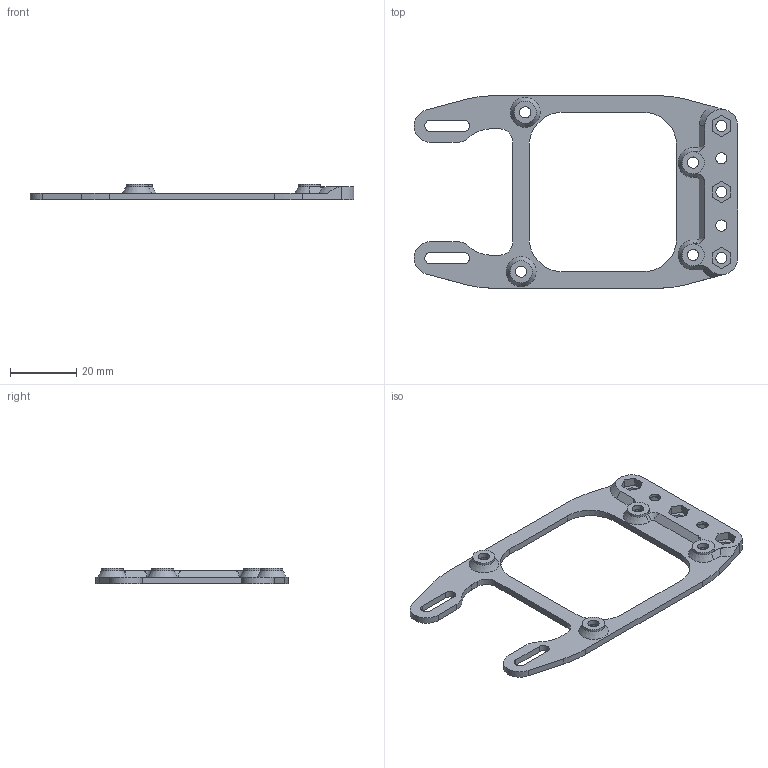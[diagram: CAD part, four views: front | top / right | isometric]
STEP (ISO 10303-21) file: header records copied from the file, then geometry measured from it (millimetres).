
FILE_DESCRIPTION(('STEP AP242'), '1');
FILE_NAME('Êðåïëåíèå ïëàòû Arduino UNO', '', ('UNSPECIFIED'), ('UNSPECIFIED'), 'C3D Converter', 'C3D Toolkit', '');
FILE_SCHEMA(('AP242_MANAGED_MODEL_BASED_3D_ENGINEERING_MIM_LF { 1 0 10303 442 1 1 4 }'));
Length unit declared in the file: millimetre
Products named in the file (5): -02; -06
Assembly tree (11 placements, depth 3):
  (unnamed)
    -02  x3
      (unnamed)
    -06  x6
      (unnamed)
Bounding box: 97.99 x 58.26 x 4.8 mm (x, y, z)
Volume: 5405 mm3; surface area: 6615 mm2
Topology: 1 solids, 1 shells, 207 faces, 560 edges, 360 vertices
Faces by surface type: plane 162, cylinder 36, cone 9
Full cylindrical faces by diameter (mm): 3.4 x9, 6.7 x4
Entity records: 7084 total; most frequent: CARTESIAN_POINT 1397, ORIENTED_EDGE 1090, DIRECTION 1080, EDGE_CURVE 545, LINE 432, VECTOR 432, VERTEX_POINT 360, AXIS2_PLACEMENT_3D 324
